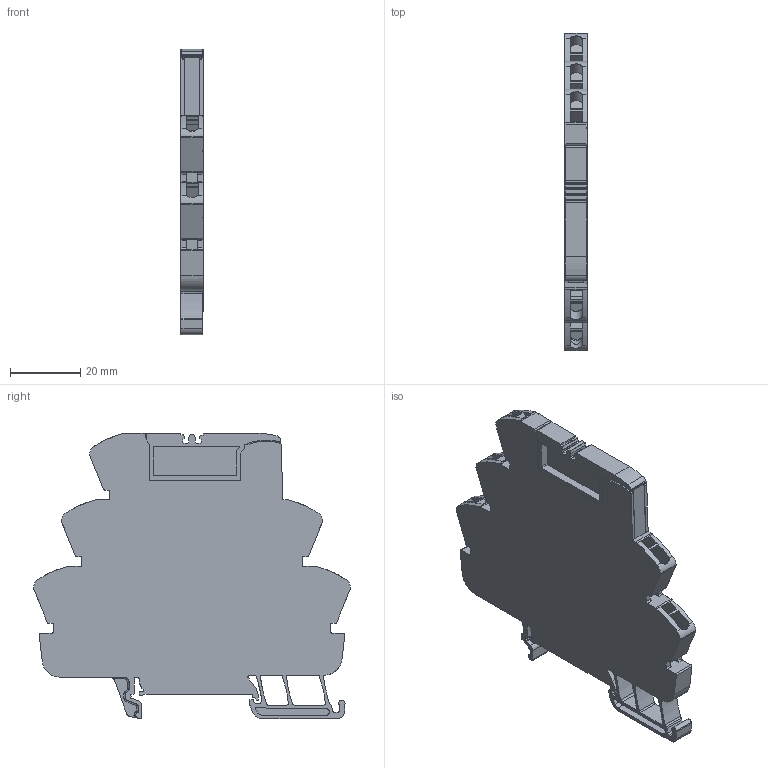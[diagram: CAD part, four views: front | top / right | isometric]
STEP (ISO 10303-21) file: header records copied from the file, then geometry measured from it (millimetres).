
FILE_DESCRIPTION(('CATIA V5R19 STEP'),'2;1');
FILE_NAME ('6274861_4_1240790000_S3D_TXZ_SUPPLY_XXX.stp','2015-01-14T08:27:53+00:00',('none'),('Weidmueller'),'CATIA Version 5 Release 20 SP 5 (IN-10)','CATIA V5 STEP AP214','none');
FILE_SCHEMA(('AUTOMOTIVE_DESIGN { 1 0 10303 214 1 1 1 1 }'));
Length unit declared in the file: millimetre
Products named in the file (1): 1240790000
Bounding box: 6.3 x 90.51 x 81.45 mm (x, y, z)
Volume: 30638.9 mm3; surface area: 15635 mm2
Topology: 1 solids, 1 shells, 654 faces, 2115 edges, 1461 vertices
Faces by surface type: plane 332, cylinder 298, torus 10, sphere 8, extrusion 4, bspline 2
Entity records: 27476 total; most frequent: CARTESIAN_POINT 4891, ORIENTED_EDGE 4210, DIRECTION 3056, EDGE_CURVE 2105, VERTEX_POINT 1461, VECTOR 1385, LINE 1381, AXIS2_PLACEMENT_3D 1142
